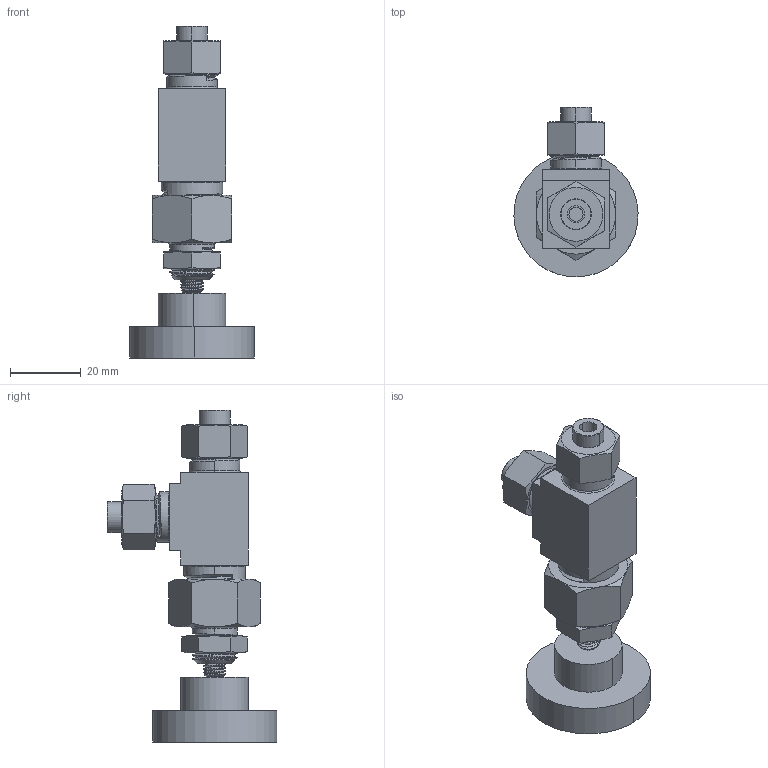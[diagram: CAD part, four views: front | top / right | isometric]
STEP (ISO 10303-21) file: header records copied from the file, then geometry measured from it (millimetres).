
FILE_DESCRIPTION (( 'STEP AP214' ), '1' );
FILE_NAME ('8-04SAU-03.STEP', '2018-01-30T13:48:30', ( '' ), ( '' ), 'SwSTEP 2.0', 'SolidWorks 2018', '' );
FILE_SCHEMA (( 'AUTOMOTIVE_DESIGN' ));
Length unit declared in the file: inch
Products named in the file (1): 8-04SAU-03
Bounding box: 35.03 x 47.81 x 93.7 mm (x, y, z)
Volume: 35589.6 mm3; surface area: 11703.5 mm2
Topology: 2 solids, 2 shells, 183 faces, 432 edges, 272 vertices
Faces by surface type: plane 58, cylinder 44, cone 39, bspline 24, torus 18
Entity records: 19011 total; most frequent: CARTESIAN_POINT 13719, ORIENTED_EDGE 860, DIRECTION 700, EDGE_CURVE 430, AXIS2_PLACEMENT_3D 295, VERTEX_POINT 272, EDGE_LOOP 204, FACE_OUTER_BOUND 183
